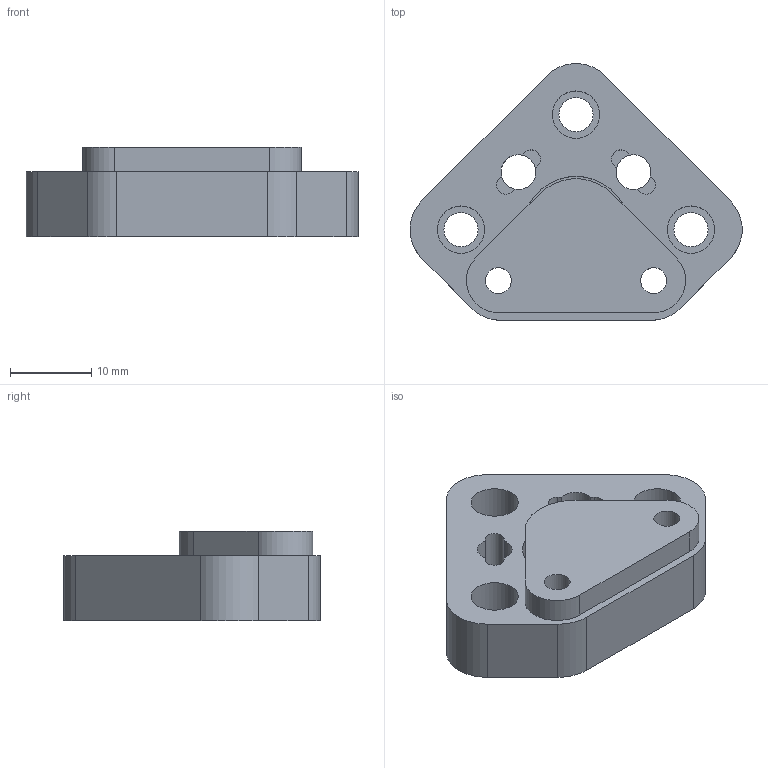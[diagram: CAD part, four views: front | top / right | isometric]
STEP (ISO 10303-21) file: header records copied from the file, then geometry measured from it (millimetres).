
FILE_DESCRIPTION(/* description */ (''),/* implementation_level */ '2;1');
FILE_NAME(/* name */ 'Mirror Cap_v2.step',/* time_stamp */ '2024-02-15T15:48:21-05:00',/* author */ (''),/* organization */ (''),/* preprocessor_version */ 'ST-DEVELOPER v20',/* originating_system */ 'Autodesk Translation Framework v12.20.1.177',/* authorisation */ '');
FILE_SCHEMA (('AUTOMOTIVE_DESIGN { 1 0 10303 214 3 1 1 }'));
Length unit declared in the file: millimetre
Products named in the file (1): Mirror Cap
Bounding box: 40.82 x 31.55 x 11 mm (x, y, z)
Volume: 5884.7 mm3; surface area: 4375.6 mm2
Topology: 2 solids, 2 shells, 60 faces, 147 edges, 98 vertices
Faces by surface type: plane 31, cylinder 29
Full cylindrical faces by diameter (mm): 3.2 x4, 4.2 x3, 4.293 x2, 4.72 x2, 5.82 x3, 10 x1, 11 x1, 13.1 x1
Entity records: 1869 total; most frequent: DIRECTION 335, CARTESIAN_POINT 306, ORIENTED_EDGE 294, EDGE_CURVE 147, AXIS2_PLACEMENT_3D 127, VERTEX_POINT 98, EDGE_LOOP 87, LINE 81
